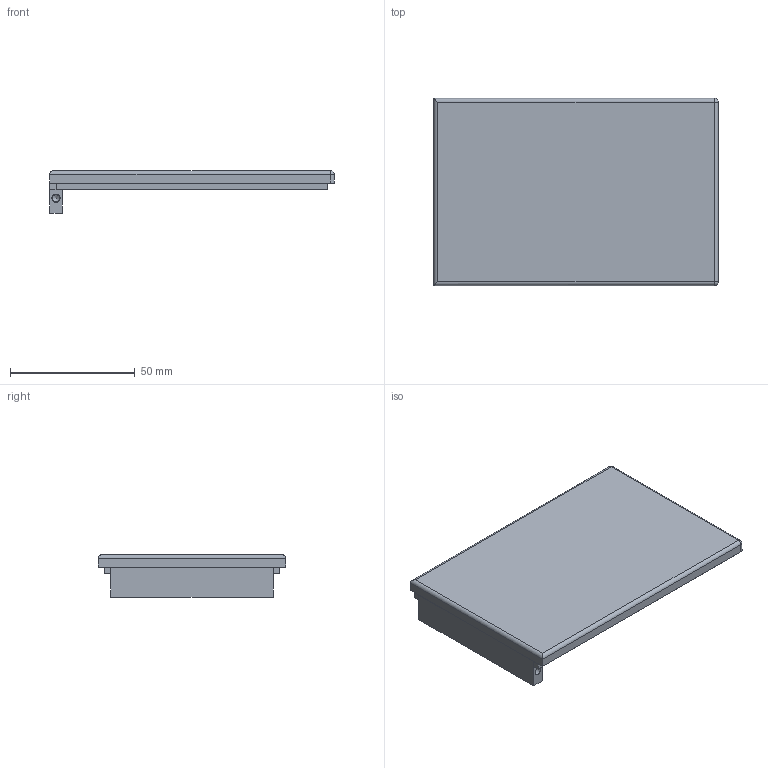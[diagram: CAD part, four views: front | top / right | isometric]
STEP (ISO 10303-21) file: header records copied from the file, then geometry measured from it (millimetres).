
FILE_DESCRIPTION(/* description */ (''),/* implementation_level */ '2;1');
FILE_NAME(/* name */ 'InitialBaseBoard Lid.step',/* time_stamp */ '2025-06-06T13:50:11+01:00',/* author */ (''),/* organization */ (''),/* preprocessor_version */ 'ST-DEVELOPER v20.1',/* originating_system */ 'Autodesk Translation Framework v14.10.0.0',/* authorisation */ '');
FILE_SCHEMA (('AUTOMOTIVE_DESIGN { 1 0 10303 214 3 1 1 }'));
Length unit declared in the file: millimetre
Products named in the file (4): InitialBaseBoard; LidTop; LidKey; LidSideWall
Assembly tree (3 placements, depth 2):
  InitialBaseBoard
    LidTop
    LidKey
    LidSideWall
Bounding box: 113.81 x 74.97 x 17 mm (x, y, z)
Volume: 48094.4 mm3; surface area: 24011.3 mm2
Topology: 3 solids, 3 shells, 38 faces, 84 edges, 52 vertices
Faces by surface type: plane 24, cylinder 8, cone 4, sphere 2
Full cylindrical faces by diameter (mm): 3 x2
Entity records: 1142 total; most frequent: DIRECTION 188, CARTESIAN_POINT 179, ORIENTED_EDGE 164, EDGE_CURVE 82, LINE 66, VECTOR 66, AXIS2_PLACEMENT_3D 61, VERTEX_POINT 52
